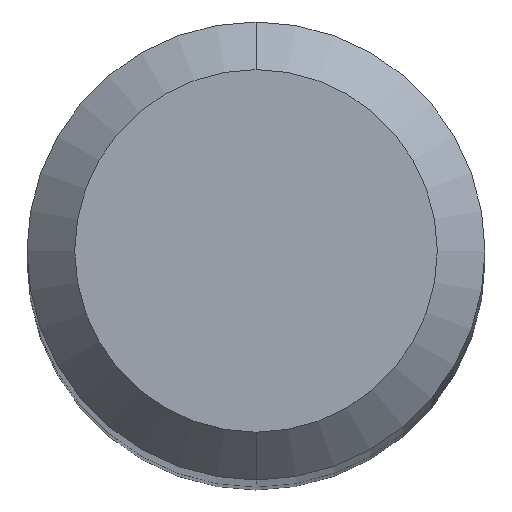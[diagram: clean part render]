
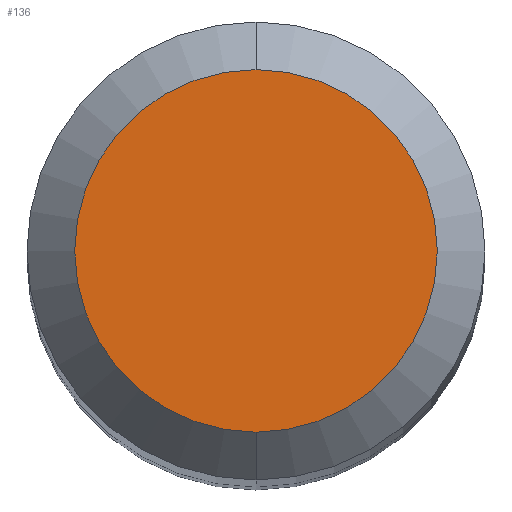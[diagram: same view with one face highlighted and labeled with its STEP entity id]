
A CAD part, top view. The second image highlights one B-rep face of the part: STEP entity #136.
In plain terms, the highlighted planar face has unit normal (0, 0, 1).
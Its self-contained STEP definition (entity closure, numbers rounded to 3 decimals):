
#4 = CIRCLE ( 'NONE', #198, 1.9 ) ;
#7 = VERTEX_POINT ( 'NONE', #307 ) ;
#9 = ORIENTED_EDGE ( 'NONE', *, *, #82, .F. ) ;
#17 = VERTEX_POINT ( 'NONE', #227 ) ;
#44 = ORIENTED_EDGE ( 'NONE', *, *, #157, .F. ) ;
#60 = CARTESIAN_POINT ( 'NONE',  ( 0., 0., 62. ) ) ;
#82 = EDGE_CURVE ( 'NONE', #7, #17, #4, .T. ) ;
#110 = DIRECTION ( 'NONE',  ( 0., 1., 0. ) ) ;
#124 = EDGE_LOOP ( 'NONE', ( #44, #9 ) ) ;
#136 = ADVANCED_FACE ( 'NONE', ( #189 ), #137, .F. ) ;
#137 = PLANE ( 'NONE',  #222 ) ;
#138 = DIRECTION ( 'NONE',  ( 0., 1., 0. ) ) ;
#152 = CIRCLE ( 'NONE', #193, 1.9 ) ;
#157 = EDGE_CURVE ( 'NONE', #17, #7, #152, .T. ) ;
#189 = FACE_OUTER_BOUND ( 'NONE', #124, .T. ) ;
#193 = AXIS2_PLACEMENT_3D ( 'NONE', #215, #334, #337 ) ;
#198 = AXIS2_PLACEMENT_3D ( 'NONE', #209, #239, #138 ) ;
#209 = CARTESIAN_POINT ( 'NONE',  ( 0., 0., 62. ) ) ;
#215 = CARTESIAN_POINT ( 'NONE',  ( 0., 0., 62. ) ) ;
#222 = AXIS2_PLACEMENT_3D ( 'NONE', #60, #293, #110 ) ;
#227 = CARTESIAN_POINT ( 'NONE',  ( 0., 1.9, 62. ) ) ;
#239 = DIRECTION ( 'NONE',  ( 0., 0., -1. ) ) ;
#293 = DIRECTION ( 'NONE',  ( 0., 0., -1. ) ) ;
#307 = CARTESIAN_POINT ( 'NONE',  ( 0., -1.9, 62. ) ) ;
#334 = DIRECTION ( 'NONE',  ( 0., 0., -1. ) ) ;
#337 = DIRECTION ( 'NONE',  ( 0., 1., 0. ) ) ;
